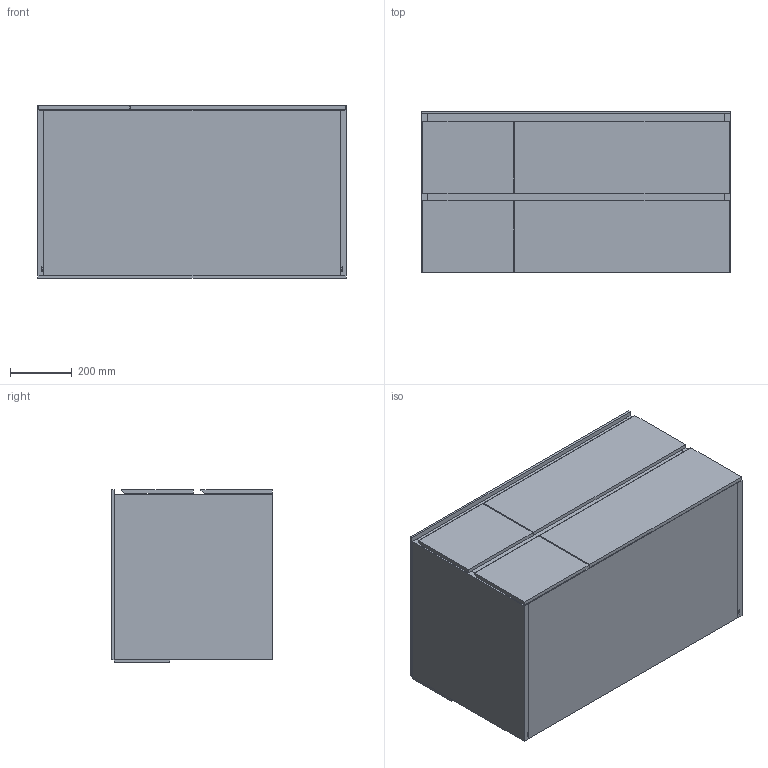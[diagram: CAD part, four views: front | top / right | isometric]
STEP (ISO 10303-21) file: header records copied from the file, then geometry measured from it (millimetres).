
FILE_DESCRIPTION (( 'STEP AP214' ), '1' );
FILE_NAME ('WP1000500-4AUSACUR-A.STEP', '2020-09-02T13:47:52', ( '' ), ( '' ), 'SwSTEP 2.0', 'SolidWorks 2020', '' );
FILE_SCHEMA (( 'AUTOMOTIVE_DESIGN' ));
Length unit declared in the file: millimetre
Products named in the file (3): WP 1000500-4AUSACUR-A_us_Spanweiá lackiert<Wie bearbeitet>; WP 1000500-4AUSACUR-A_wt_Mit Hahnloch ohne šberlauf; WP1000500-4AUSACUR-A
Assembly tree (2 placements, depth 2):
  WP1000500-4AUSACUR-A
    WP 1000500-4AUSACUR-A_us_Spanweiá lackiert<Wie bearbeitet>
    WP 1000500-4AUSACUR-A_wt_Mit Hahnloch ohne šberlauf
Bounding box: 1000 x 520 x 558 mm (x, y, z)
Volume: 61049864.4 mm3; surface area: 8578651.8 mm2
Topology: 31 solids, 31 shells, 285 faces, 665 edges, 443 vertices
Faces by surface type: plane 251, cylinder 24, bspline 10
Entity records: 61067 total; most frequent: CARTESIAN_POINT 54151, ORIENTED_EDGE 1330, DIRECTION 1238, EDGE_CURVE 665, VECTOR 590, LINE 590, VERTEX_POINT 443, AXIS2_PLACEMENT_3D 324
